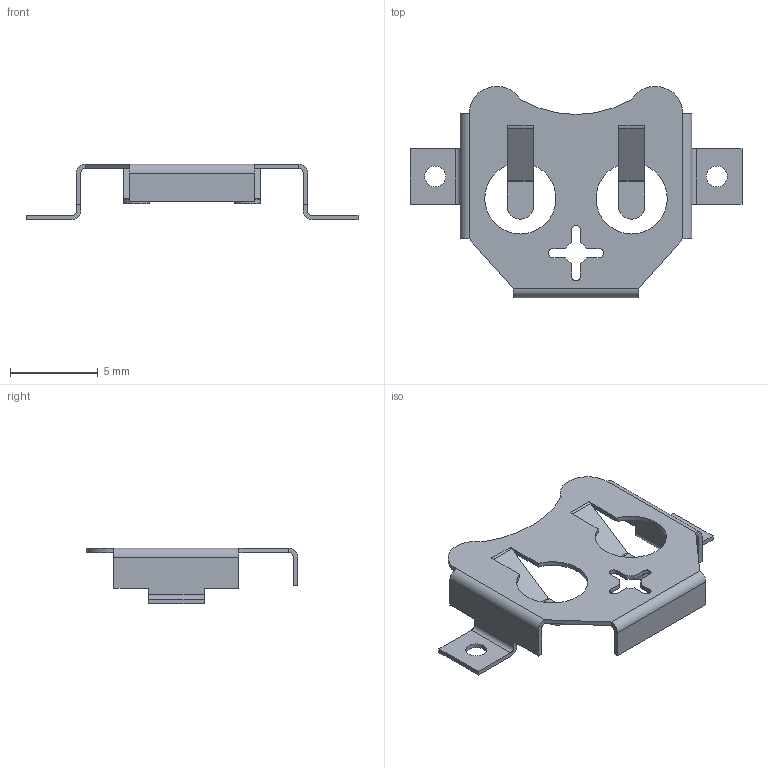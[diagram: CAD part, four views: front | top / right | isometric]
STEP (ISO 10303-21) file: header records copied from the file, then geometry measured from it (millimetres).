
FILE_DESCRIPTION( ( '' ), ' ' );
FILE_NAME( '5c0d73ff0339401685d251e9.step', '2018-12-09T19:58:55', ( '' ), ( '' ), ' ', ' ', ' ' );
FILE_SCHEMA( ( 'AUTOMOTIVE_DESIGN { 1 0 10303 214 1 1 1 1 }' ) );
Length unit declared in the file: metre
Products named in the file (1): Open CASCADE STEP translator 6.8 1
Bounding box: 18.95 x 12.06 x 3.18 mm (x, y, z)
Volume: 44.5 mm3; surface area: 387.8 mm2
Topology: 1 solids, 1 shells, 92 faces, 250 edges, 160 vertices
Faces by surface type: plane 59, cylinder 33
Full cylindrical faces by diameter (mm): 1.194 x2
Entity records: 4882 total; most frequent: CARTESIAN_POINT 501, DIRECTION 500, ORIENTED_EDGE 496, STYLED_ITEM 340, PRESENTATION_STYLE_ASSIGNMENT 340, COLOUR_RGB 340, EDGE_CURVE 248, CURVE_STYLE 248
